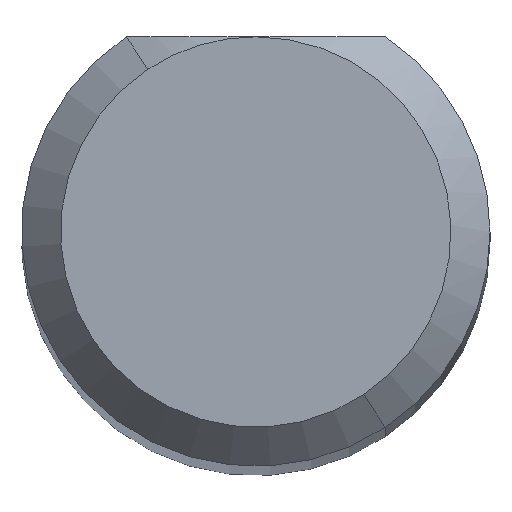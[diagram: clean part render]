
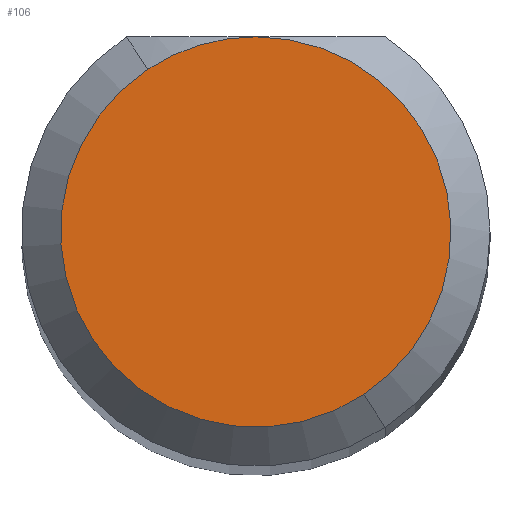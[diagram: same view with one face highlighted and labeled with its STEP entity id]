
A CAD part, top view. The second image highlights one B-rep face of the part: STEP entity #106.
In plain terms, the highlighted planar face has unit normal (0, 0, 1).
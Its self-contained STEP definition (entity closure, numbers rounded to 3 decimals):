
#3 = DIRECTION ( 'NONE',  ( 0., 0., -1. ) ) ;
#12 = DIRECTION ( 'NONE',  ( 1., 0., 0. ) ) ;
#23 = AXIS2_PLACEMENT_3D ( 'NONE', #222, #71, #12 ) ;
#29 = CIRCLE ( 'NONE', #217, 2.5 ) ;
#37 = CARTESIAN_POINT ( 'NONE',  ( -1.382, 2.083, 70. ) ) ;
#40 = ORIENTED_EDGE ( 'NONE', *, *, #176, .F. ) ;
#44 = DIRECTION ( 'NONE',  ( 0.553, -0.833, 0. ) ) ;
#49 = DIRECTION ( 'NONE',  ( 0.553, -0.833, 0. ) ) ;
#53 = DIRECTION ( 'NONE',  ( 0., 0., -1. ) ) ;
#59 = CARTESIAN_POINT ( 'NONE',  ( 0., 2.5, 70. ) ) ;
#65 = EDGE_CURVE ( 'NONE', #125, #235, #307, .T. ) ;
#71 = DIRECTION ( 'NONE',  ( 0., 0., 1. ) ) ;
#106 = ADVANCED_FACE ( 'NONE', ( #137 ), #195, .T. ) ;
#125 = VERTEX_POINT ( 'NONE', #37 ) ;
#128 = CIRCLE ( 'NONE', #243, 2.5 ) ;
#129 = ORIENTED_EDGE ( 'NONE', *, *, #210, .F. ) ;
#137 = FACE_OUTER_BOUND ( 'NONE', #187, .T. ) ;
#160 = CARTESIAN_POINT ( 'NONE',  ( 1.382, -2.083, 70. ) ) ;
#176 = EDGE_CURVE ( 'NONE', #251, #125, #128, .T. ) ;
#187 = EDGE_LOOP ( 'NONE', ( #129, #279, #40 ) ) ;
#190 = AXIS2_PLACEMENT_3D ( 'NONE', #292, #242, #44 ) ;
#195 = PLANE ( 'NONE',  #23 ) ;
#210 = EDGE_CURVE ( 'NONE', #235, #251, #29, .T. ) ;
#217 = AXIS2_PLACEMENT_3D ( 'NONE', #272, #53, #49 ) ;
#222 = CARTESIAN_POINT ( 'NONE',  ( 0., 0., 70. ) ) ;
#235 = VERTEX_POINT ( 'NONE', #59 ) ;
#242 = DIRECTION ( 'NONE',  ( 0., 0., -1. ) ) ;
#243 = AXIS2_PLACEMENT_3D ( 'NONE', #278, #3, #323 ) ;
#251 = VERTEX_POINT ( 'NONE', #160 ) ;
#272 = CARTESIAN_POINT ( 'NONE',  ( 0., 0., 70. ) ) ;
#278 = CARTESIAN_POINT ( 'NONE',  ( 0., 0., 70. ) ) ;
#279 = ORIENTED_EDGE ( 'NONE', *, *, #65, .F. ) ;
#292 = CARTESIAN_POINT ( 'NONE',  ( 0., 0., 70. ) ) ;
#307 = CIRCLE ( 'NONE', #190, 2.5 ) ;
#323 = DIRECTION ( 'NONE',  ( 0.553, -0.833, 0. ) ) ;
